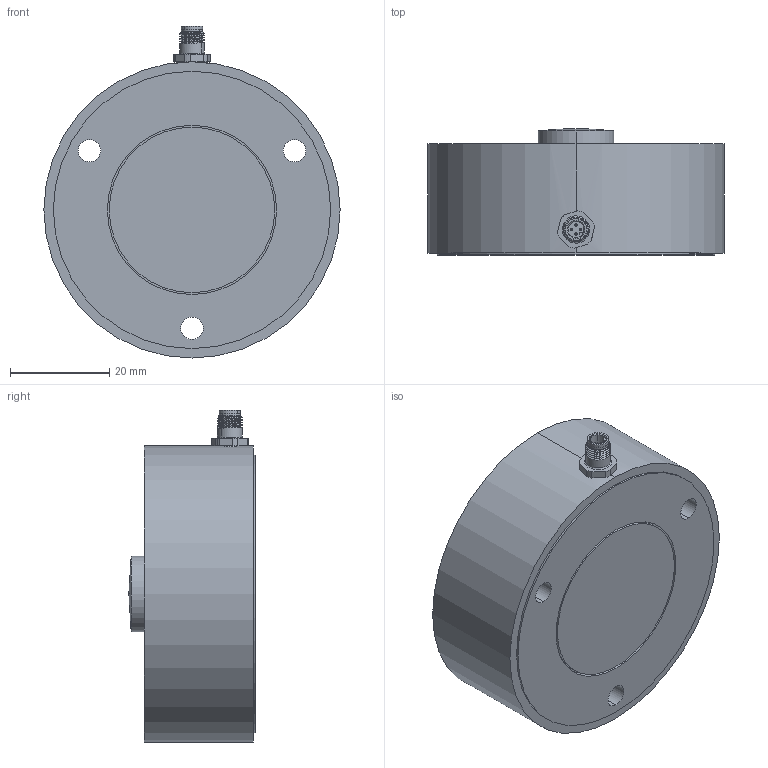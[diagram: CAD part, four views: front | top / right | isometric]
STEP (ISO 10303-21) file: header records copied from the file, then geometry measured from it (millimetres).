
FILE_DESCRIPTION (( 'STEP AP214' ), '1' );
FILE_NAME ('PK3-15K to 30K X1 (STEP).STEP', '2023-09-15T19:41:46', ( '' ), ( '' ), 'SwSTEP 2.0', 'SolidWorks 2021', '' );
FILE_SCHEMA (( 'AUTOMOTIVE_DESIGN' ));
Length unit declared in the file: inch
Products named in the file (1): PK3-15K to 30K X1 (STEP)
Bounding box: 59.56 x 25.4 x 66.76 mm (x, y, z)
Volume: 54376.5 mm3; surface area: 15125.3 mm2
Topology: 3 solids, 4 shells, 186 faces, 465 edges, 299 vertices
Faces by surface type: cylinder 112, plane 37, cone 15, sphere 10, torus 8, bspline 4
Entity records: 9709 total; most frequent: CARTESIAN_POINT 2903, ORIENTED_EDGE 898, DIRECTION 895, EDGE_CURVE 449, AXIS2_PLACEMENT_3D 369, VERTEX_POINT 291, EDGE_LOOP 216, UNCERTAINTY_MEASURE_WITH_UNIT 191
